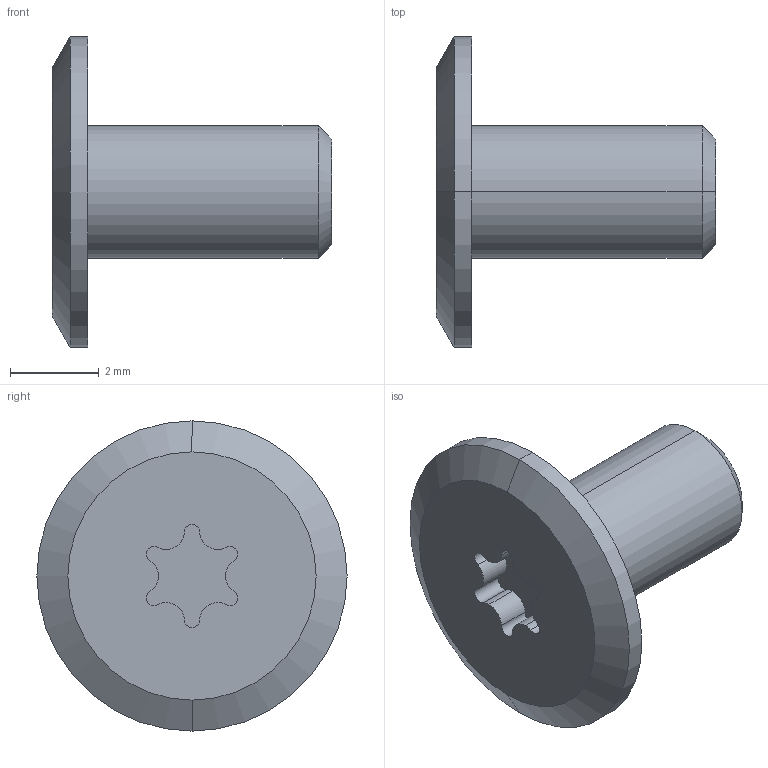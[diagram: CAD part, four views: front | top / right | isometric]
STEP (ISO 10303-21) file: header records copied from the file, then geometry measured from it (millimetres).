
FILE_DESCRIPTION (( 'STEP AP214' ), '1' );
FILE_NAME ('101-003 M3 T-ULPS.STEP', '2024-01-03T22:02:33', ( '' ), ( '' ), 'SwSTEP 2.0', 'SolidWorks 2022', '' );
FILE_SCHEMA (( 'AUTOMOTIVE_DESIGN' ));
Length unit declared in the file: millimetre
Products named in the file (1): 101-003 M3 T-ULPS
Bounding box: 6.3 x 7 x 7 mm (x, y, z)
Volume: 64.3 mm3; surface area: 144.1 mm2
Topology: 1 solids, 1 shells, 29 faces, 71 edges, 46 vertices
Faces by surface type: cylinder 21, cone 4, plane 4
Entity records: 913 total; most frequent: DIRECTION 177, CARTESIAN_POINT 147, ORIENTED_EDGE 142, AXIS2_PLACEMENT_3D 76, EDGE_CURVE 71, VERTEX_POINT 46, CIRCLE 46, EDGE_LOOP 31
